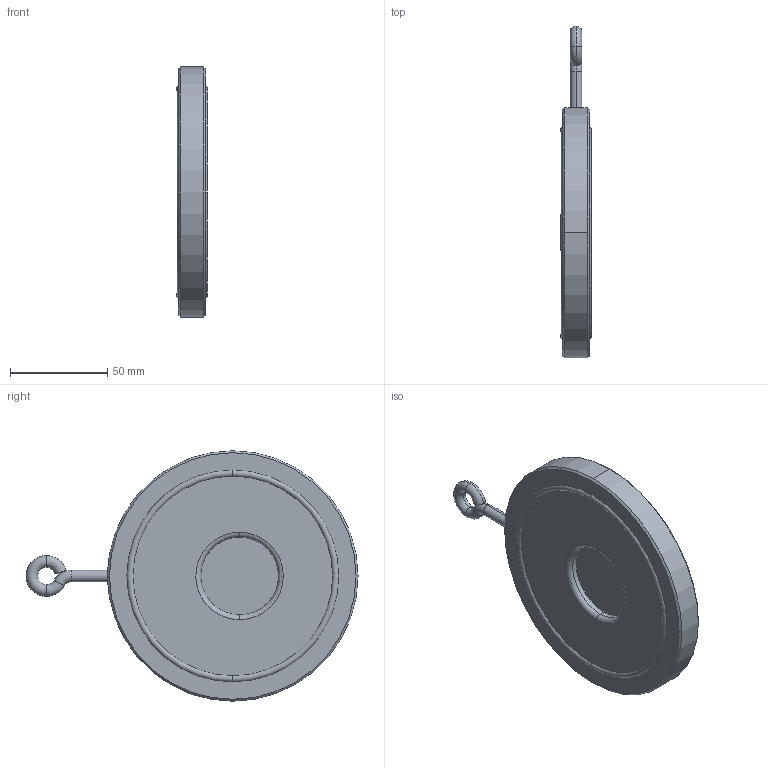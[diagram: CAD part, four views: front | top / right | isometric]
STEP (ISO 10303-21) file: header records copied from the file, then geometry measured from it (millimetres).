
FILE_DESCRIPTION (( 'STEP AP203' ), '1' );
FILE_NAME ('ZRK-65.STEP', '2013-12-11T08:12:51', ( 'eh' ), ( 'Hewlett-Packard Company' ), 'SwSTEP 2.0', 'SolidWorks 2012', '' );
FILE_SCHEMA (( 'CONFIG_CONTROL_DESIGN' ));
Length unit declared in the file: millimetre
Products named in the file (1): ZRK-65
Bounding box: 15.79 x 171 x 129 mm (x, y, z)
Volume: 168580.6 mm3; surface area: 39162.2 mm2
Topology: 3 solids, 3 shells, 52 faces, 115 edges, 72 vertices
Faces by surface type: torus 18, cylinder 10, cone 10, plane 10, bspline 4
Entity records: 2754 total; most frequent: CARTESIAN_POINT 1500, DIRECTION 276, ORIENTED_EDGE 226, AXIS2_PLACEMENT_3D 127, EDGE_CURVE 113, CIRCLE 78, VERTEX_POINT 72, EDGE_LOOP 59
